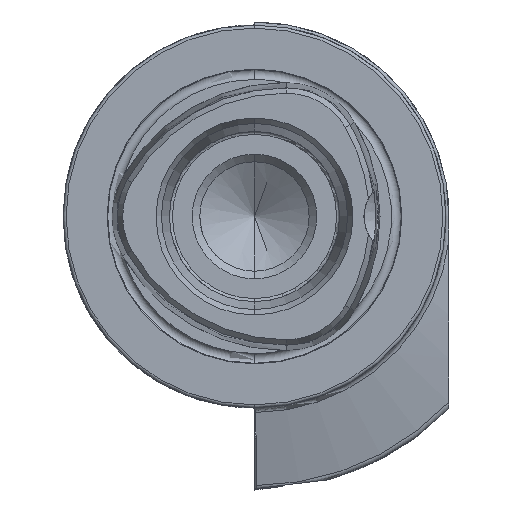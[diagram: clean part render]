
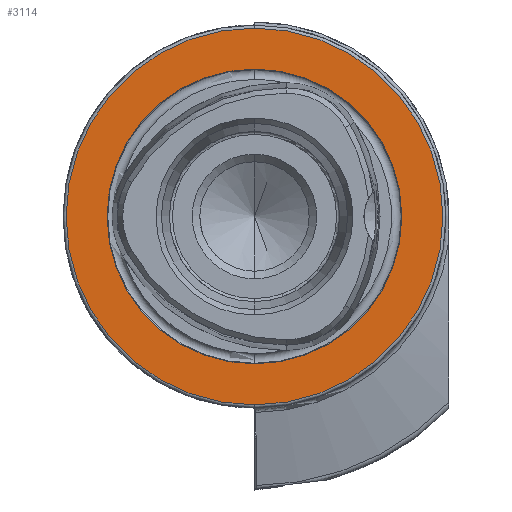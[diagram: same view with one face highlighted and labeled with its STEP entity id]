
A CAD part, left-side view. The second image highlights one B-rep face of the part: STEP entity #3114.
In plain terms, the highlighted planar face has unit normal (-1, 0, 0).
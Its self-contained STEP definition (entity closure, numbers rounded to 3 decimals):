
#514 = AXIS2_PLACEMENT_3D ( 'NONE', #3623, #3535, #3520 ) ;
#763 = DIRECTION ( 'NONE',  ( -1., 0., 0. ) ) ;
#887 = DIRECTION ( 'NONE',  ( 0., 0., 1. ) ) ;
#976 = VERTEX_POINT ( 'NONE', #8014 ) ;
#1078 = EDGE_CURVE ( 'NONE', #2449, #6257, #4666, .T. ) ;
#1089 = DIRECTION ( 'NONE',  ( -1., 0., 0. ) ) ;
#1110 = CIRCLE ( 'NONE', #7228, 31. ) ;
#1749 = CIRCLE ( 'NONE', #8869, 24.25 ) ;
#1833 = AXIS2_PLACEMENT_3D ( 'NONE', #3395, #4178, #2559 ) ;
#2137 = EDGE_CURVE ( 'NONE', #6257, #2449, #1749, .T. ) ;
#2345 = EDGE_CURVE ( 'NONE', #976, #2349, #1110, .T. ) ;
#2349 = VERTEX_POINT ( 'NONE', #2454 ) ;
#2449 = VERTEX_POINT ( 'NONE', #8033 ) ;
#2454 = CARTESIAN_POINT ( 'NONE',  ( 0., 0., -31. ) ) ;
#2559 = DIRECTION ( 'NONE',  ( 0., 0., 1. ) ) ;
#2796 = CIRCLE ( 'NONE', #7499, 31. ) ;
#3114 = ADVANCED_FACE ( 'NONE', ( #7241, #7016 ), #3591, .F. ) ;
#3395 = CARTESIAN_POINT ( 'NONE',  ( 0., 0., 0. ) ) ;
#3520 = DIRECTION ( 'NONE',  ( 0., 0., -1. ) ) ;
#3535 = DIRECTION ( 'NONE',  ( 1., 0., 0. ) ) ;
#3591 = PLANE ( 'NONE',  #514 ) ;
#3623 = CARTESIAN_POINT ( 'NONE',  ( 0., 24.25, 0. ) ) ;
#4178 = DIRECTION ( 'NONE',  ( -1., 0., 0. ) ) ;
#4666 = CIRCLE ( 'NONE', #1833, 24.25 ) ;
#5087 = CARTESIAN_POINT ( 'NONE',  ( 0., 0., -24.25 ) ) ;
#5359 = CARTESIAN_POINT ( 'NONE',  ( 0., 0., 0. ) ) ;
#5396 = EDGE_LOOP ( 'NONE', ( #8766, #6311 ) ) ;
#6081 = DIRECTION ( 'NONE',  ( 0., 0., 1. ) ) ;
#6115 = DIRECTION ( 'NONE',  ( 0., 0., 1. ) ) ;
#6143 = DIRECTION ( 'NONE',  ( -1., 0., 0. ) ) ;
#6232 = CARTESIAN_POINT ( 'NONE',  ( 0., 0., 0. ) ) ;
#6257 = VERTEX_POINT ( 'NONE', #5087 ) ;
#6276 = EDGE_LOOP ( 'NONE', ( #9107, #7082 ) ) ;
#6311 = ORIENTED_EDGE ( 'NONE', *, *, #2137, .F. ) ;
#6447 = CARTESIAN_POINT ( 'NONE',  ( 0., 0., 0. ) ) ;
#7016 = FACE_OUTER_BOUND ( 'NONE', #6276, .T. ) ;
#7082 = ORIENTED_EDGE ( 'NONE', *, *, #8601, .T. ) ;
#7228 = AXIS2_PLACEMENT_3D ( 'NONE', #6447, #763, #887 ) ;
#7241 = FACE_BOUND ( 'NONE', #5396, .T. ) ;
#7499 = AXIS2_PLACEMENT_3D ( 'NONE', #5359, #1089, #6081 ) ;
#8014 = CARTESIAN_POINT ( 'NONE',  ( 0., 0., 31. ) ) ;
#8033 = CARTESIAN_POINT ( 'NONE',  ( 0., 0., 24.25 ) ) ;
#8601 = EDGE_CURVE ( 'NONE', #2349, #976, #2796, .T. ) ;
#8766 = ORIENTED_EDGE ( 'NONE', *, *, #1078, .F. ) ;
#8869 = AXIS2_PLACEMENT_3D ( 'NONE', #6232, #6143, #6115 ) ;
#9107 = ORIENTED_EDGE ( 'NONE', *, *, #2345, .T. ) ;
